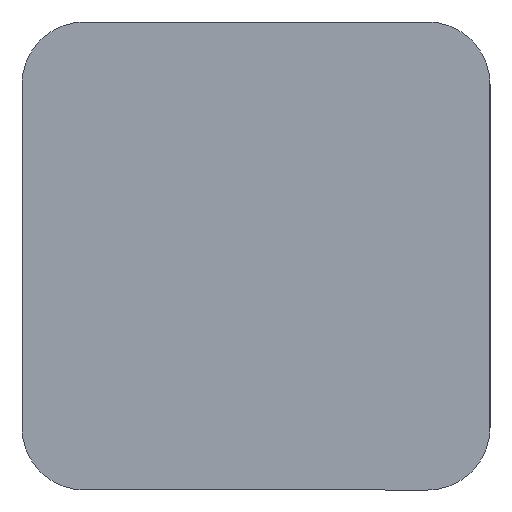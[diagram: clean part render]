
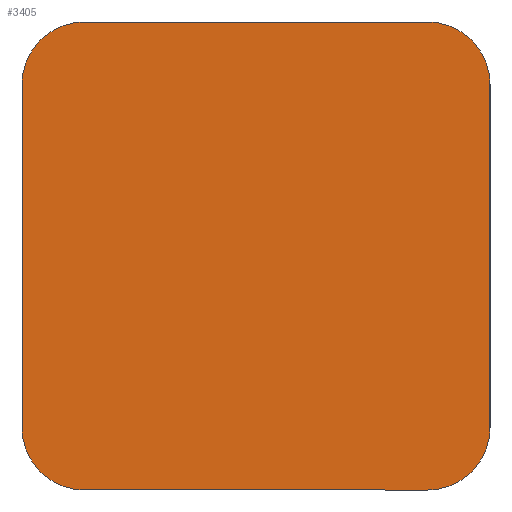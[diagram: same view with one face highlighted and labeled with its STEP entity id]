
A CAD part, left-side view. The second image highlights one B-rep face of the part: STEP entity #3405.
In plain terms, the highlighted planar face has unit normal (-1, 0, 0).
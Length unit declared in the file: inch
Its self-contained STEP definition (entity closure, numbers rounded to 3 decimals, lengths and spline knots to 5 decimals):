
#111 = ORIENTED_EDGE ( 'NONE', *, *, #2779, .F. ) ;
#413 = CARTESIAN_POINT ( 'NONE',  ( -5.36276, -1.03622, 2.15134 ) ) ;
#417 = DIRECTION ( 'NONE',  ( 0., 0., -1. ) ) ;
#429 = EDGE_CURVE ( 'NONE', #7076, #8297, #3590, .T. ) ;
#444 = EDGE_CURVE ( 'NONE', #2680, #4021, #7153, .T. ) ;
#591 = VERTEX_POINT ( 'NONE', #8045 ) ;
#743 = DIRECTION ( 'NONE',  ( 0., 0., -1. ) ) ;
#954 = EDGE_LOOP ( 'NONE', ( #5455, #8330, #3144, #1464, #4529, #4523, #8749, #111 ) ) ;
#990 = CARTESIAN_POINT ( 'NONE',  ( -5.36276, 0.06378, 2.15134 ) ) ;
#1048 = VECTOR ( 'NONE', #8290, 39.37008 ) ;
#1058 = EDGE_CURVE ( 'NONE', #8297, #591, #6199, .T. ) ;
#1065 = VECTOR ( 'NONE', #2695, 39.37008 ) ;
#1408 = DIRECTION ( 'NONE',  ( 1., 0., 0. ) ) ;
#1464 = ORIENTED_EDGE ( 'NONE', *, *, #444, .F. ) ;
#1749 = AXIS2_PLACEMENT_3D ( 'NONE', #7541, #1408, #743 ) ;
#1939 = VECTOR ( 'NONE', #2118, 39.37008 ) ;
#2118 = DIRECTION ( 'NONE',  ( 0., 1., 0. ) ) ;
#2299 = DIRECTION ( 'NONE',  ( 1., 0., 0. ) ) ;
#2400 = DIRECTION ( 'NONE',  ( 1., 0., 0. ) ) ;
#2476 = DIRECTION ( 'NONE',  ( 0., 0., -1. ) ) ;
#2680 = VERTEX_POINT ( 'NONE', #4848 ) ;
#2695 = DIRECTION ( 'NONE',  ( 0., -1., 0. ) ) ;
#2779 = EDGE_CURVE ( 'NONE', #4898, #7076, #6242, .T. ) ;
#2818 = CARTESIAN_POINT ( 'NONE',  ( -5.36276, 0.26378, 2.15134 ) ) ;
#3144 = ORIENTED_EDGE ( 'NONE', *, *, #5538, .F. ) ;
#3280 = FACE_OUTER_BOUND ( 'NONE', #954, .T. ) ;
#3365 = EDGE_CURVE ( 'NONE', #8044, #4898, #8480, .T. ) ;
#3405 = ADVANCED_FACE ( 'NONE', ( #3280 ), #4555, .F. ) ;
#3590 = CIRCLE ( 'NONE', #5333, 0.2 ) ;
#3619 = AXIS2_PLACEMENT_3D ( 'NONE', #990, #2400, #4520 ) ;
#4021 = VERTEX_POINT ( 'NONE', #2818 ) ;
#4375 = DIRECTION ( 'NONE',  ( 1., 0., 0. ) ) ;
#4520 = DIRECTION ( 'NONE',  ( 0., 0., -1. ) ) ;
#4523 = ORIENTED_EDGE ( 'NONE', *, *, #1058, .F. ) ;
#4529 = ORIENTED_EDGE ( 'NONE', *, *, #7669, .F. ) ;
#4555 = PLANE ( 'NONE',  #5925 ) ;
#4625 = AXIS2_PLACEMENT_3D ( 'NONE', #413, #2299, #6487 ) ;
#4749 = CIRCLE ( 'NONE', #1749, 0.2 ) ;
#4848 = CARTESIAN_POINT ( 'NONE',  ( -5.36276, 0.26378, 1.05134 ) ) ;
#4898 = VERTEX_POINT ( 'NONE', #6477 ) ;
#5111 = DIRECTION ( 'NONE',  ( 0., 0., 1. ) ) ;
#5272 = EDGE_CURVE ( 'NONE', #5767, #8044, #8337, .T. ) ;
#5333 = AXIS2_PLACEMENT_3D ( 'NONE', #7833, #4375, #417 ) ;
#5455 = ORIENTED_EDGE ( 'NONE', *, *, #3365, .F. ) ;
#5538 = EDGE_CURVE ( 'NONE', #4021, #5767, #7361, .T. ) ;
#5567 = CARTESIAN_POINT ( 'NONE',  ( -5.36276, -1.23622, 2.15134 ) ) ;
#5767 = VERTEX_POINT ( 'NONE', #6623 ) ;
#5925 = AXIS2_PLACEMENT_3D ( 'NONE', #8707, #8616, #2476 ) ;
#6199 = LINE ( 'NONE', #8169, #1939 ) ;
#6242 = LINE ( 'NONE', #5567, #1048 ) ;
#6477 = CARTESIAN_POINT ( 'NONE',  ( -5.36276, -1.23622, 2.15134 ) ) ;
#6487 = DIRECTION ( 'NONE',  ( 0., 0., -1. ) ) ;
#6623 = CARTESIAN_POINT ( 'NONE',  ( -5.36276, 0.06378, 2.35134 ) ) ;
#6695 = CARTESIAN_POINT ( 'NONE',  ( -5.36276, -1.23622, 1.05134 ) ) ;
#6863 = CARTESIAN_POINT ( 'NONE',  ( -5.36276, -1.03622, 2.35134 ) ) ;
#7076 = VERTEX_POINT ( 'NONE', #6695 ) ;
#7118 = CARTESIAN_POINT ( 'NONE',  ( -5.36276, 0.26378, 2.15134 ) ) ;
#7153 = LINE ( 'NONE', #7118, #8601 ) ;
#7361 = CIRCLE ( 'NONE', #3619, 0.2 ) ;
#7395 = CARTESIAN_POINT ( 'NONE',  ( -5.36276, -1.03622, 0.85134 ) ) ;
#7541 = CARTESIAN_POINT ( 'NONE',  ( -5.36276, 0.06378, 1.05134 ) ) ;
#7669 = EDGE_CURVE ( 'NONE', #591, #2680, #4749, .T. ) ;
#7833 = CARTESIAN_POINT ( 'NONE',  ( -5.36276, -1.03622, 1.05134 ) ) ;
#8044 = VERTEX_POINT ( 'NONE', #6863 ) ;
#8045 = CARTESIAN_POINT ( 'NONE',  ( -5.36276, 0.06378, 0.85134 ) ) ;
#8169 = CARTESIAN_POINT ( 'NONE',  ( -5.36276, 0.06378, 0.85134 ) ) ;
#8290 = DIRECTION ( 'NONE',  ( 0., 0., -1. ) ) ;
#8297 = VERTEX_POINT ( 'NONE', #7395 ) ;
#8330 = ORIENTED_EDGE ( 'NONE', *, *, #5272, .F. ) ;
#8337 = LINE ( 'NONE', #8831, #1065 ) ;
#8480 = CIRCLE ( 'NONE', #4625, 0.2 ) ;
#8601 = VECTOR ( 'NONE', #5111, 39.37008 ) ;
#8616 = DIRECTION ( 'NONE',  ( 1., 0., 0. ) ) ;
#8707 = CARTESIAN_POINT ( 'NONE',  ( -5.36276, -1.03622, 2.15134 ) ) ;
#8749 = ORIENTED_EDGE ( 'NONE', *, *, #429, .F. ) ;
#8831 = CARTESIAN_POINT ( 'NONE',  ( -5.36276, 0.06378, 2.35134 ) ) ;
